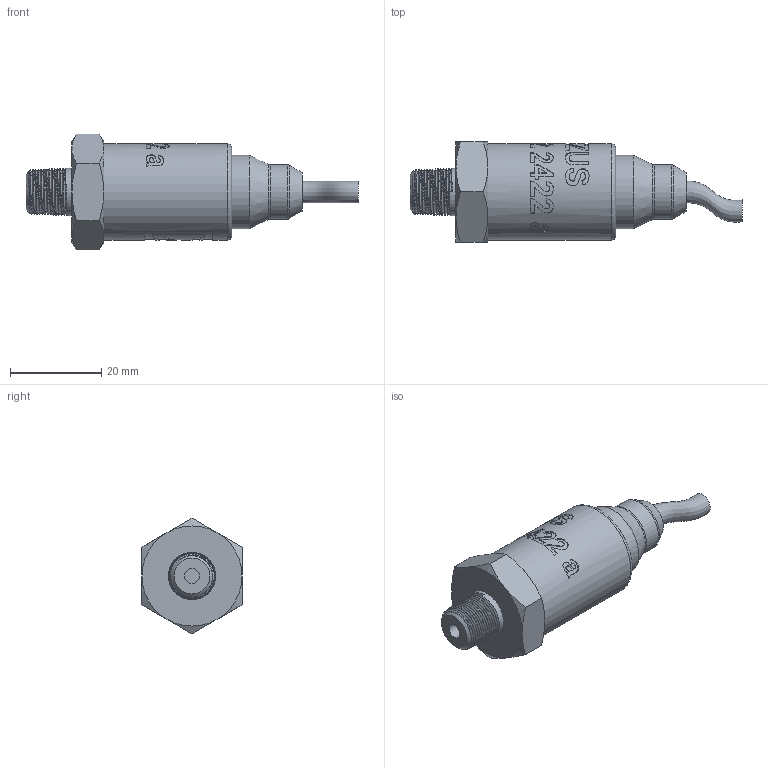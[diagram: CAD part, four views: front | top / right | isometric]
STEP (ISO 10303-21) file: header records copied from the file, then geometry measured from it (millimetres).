
FILE_DESCRIPTION(/* description */ (''),/* implementation_level */ '2;1');
FILE_NAME(/* name */ 'APZ2422a_1''8NPT_Cab.step',/* time_stamp */ '2021-07-14T16:02:45+03:00',/* author */ (''),/* organization */ (''),/* preprocessor_version */ 'ST-DEVELOPER v18.1',/* originating_system */ 'Autodesk Translation Framework v10.9.0.1377',/* authorisation */ '');
FILE_SCHEMA (('AUTOMOTIVE_DESIGN { 1 0 10303 214 3 1 1 }'));
Length unit declared in the file: millimetre
Products named in the file (3): АПЗ 2422 a - filled (not 100% correct
); 1/8 NPT; #19208
Assembly tree (2 placements, depth 2):
  АПЗ 2422 a - filled (not 100% correct
)
    1/8 NPT
    #19208
Bounding box: 72.97 x 22 x 25.4 mm (x, y, z)
Volume: 15600.7 mm3; surface area: 6401.7 mm2
Topology: 3 solids, 3 shells, 366 faces, 973 edges, 643 vertices
Faces by surface type: bspline 263, plane 35, cylinder 33, cone 30, torus 5
Full cylindrical faces by diameter (mm): 3.3 x1, 4.8 x2, 7.2 x1, 12 x1, 13.5 x1, 16.2 x2, 17.8 x1, 20.2 x1, 21.2 x1
Entity records: 19195 total; most frequent: CARTESIAN_POINT 11881, ORIENTED_EDGE 1946, EDGE_CURVE 973, DIRECTION 680, VERTEX_POINT 643, B_SPLINE_CURVE_WITH_KNOTS 553, EDGE_LOOP 398, FACE_OUTER_BOUND 366
